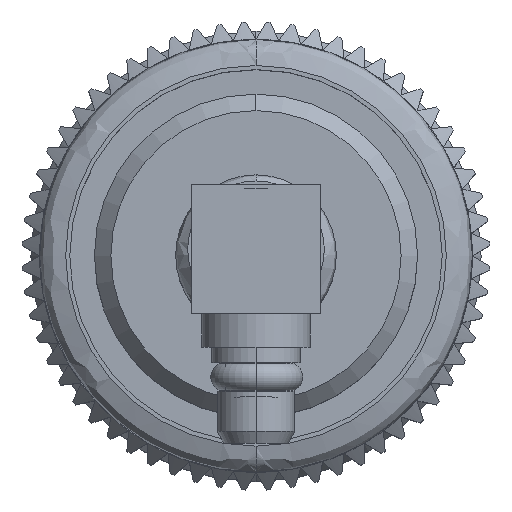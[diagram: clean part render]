
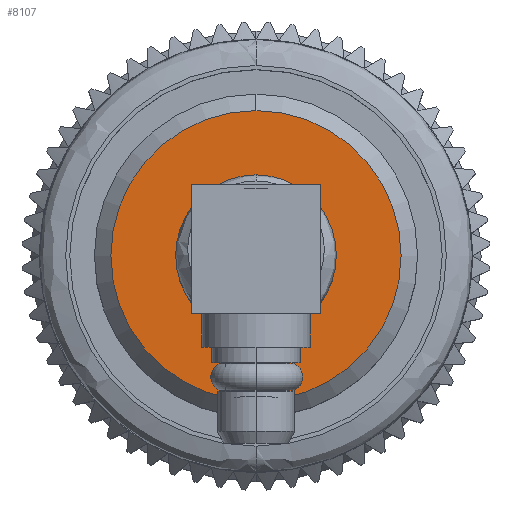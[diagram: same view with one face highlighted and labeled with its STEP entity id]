
A CAD part, top view. The second image highlights one B-rep face of the part: STEP entity #8107.
In plain terms, the highlighted face is planar.
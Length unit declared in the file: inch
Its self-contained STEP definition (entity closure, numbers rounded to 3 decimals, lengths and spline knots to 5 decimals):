
#170 = CARTESIAN_POINT ( 'NONE',  ( 0.95378, 0., 0.053 ) ) ;
#532 = CARTESIAN_POINT ( 'NONE',  ( 0.95378, 0., -0.053 ) ) ;
#1445 = FACE_OUTER_BOUND ( 'NONE', #13044, .T. ) ;
#1573 = CARTESIAN_POINT ( 'NONE',  ( 0.95378, 0., 0. ) ) ;
#1619 = AXIS2_PLACEMENT_3D ( 'NONE', #4881, #7312, #2305 ) ;
#2305 = DIRECTION ( 'NONE',  ( 0., 0., 1. ) ) ;
#2427 = AXIS2_PLACEMENT_3D ( 'NONE', #14864, #12279, #8495 ) ;
#2569 = CARTESIAN_POINT ( 'NONE',  ( 0.95378, -0.28473, -0.30029 ) ) ;
#3629 = ORIENTED_EDGE ( 'NONE', *, *, #12119, .F. ) ;
#3807 = VERTEX_POINT ( 'NONE', #170 ) ;
#3860 = DIRECTION ( 'NONE',  ( 0., 0., 1. ) ) ;
#4511 = DIRECTION ( 'NONE',  ( 0., 0., 1. ) ) ;
#4881 = CARTESIAN_POINT ( 'NONE',  ( 0.95378, 0., 0. ) ) ;
#5150 = ORIENTED_EDGE ( 'NONE', *, *, #14999, .T. ) ;
#5962 = EDGE_LOOP ( 'NONE', ( #3629, #13994 ) ) ;
#6206 = ORIENTED_EDGE ( 'NONE', *, *, #11426, .T. ) ;
#6657 = DIRECTION ( 'NONE',  ( 0., 0., 1. ) ) ;
#6871 = AXIS2_PLACEMENT_3D ( 'NONE', #1573, #12870, #6657 ) ;
#6946 = DIRECTION ( 'NONE',  ( 1., 0., 0. ) ) ;
#7312 = DIRECTION ( 'NONE',  ( 1., 0., 0. ) ) ;
#7458 = CARTESIAN_POINT ( 'NONE',  ( 0.95378, 0., 0.17667 ) ) ;
#8107 = ADVANCED_FACE ( 'NONE', ( #1445, #12408 ), #8624, .F. ) ;
#8212 = AXIS2_PLACEMENT_3D ( 'NONE', #2569, #13626, #3860 ) ;
#8495 = DIRECTION ( 'NONE',  ( 0., 0., 1. ) ) ;
#8624 = PLANE ( 'NONE',  #8212 ) ;
#9374 = VERTEX_POINT ( 'NONE', #15426 ) ;
#9697 = CIRCLE ( 'NONE', #6871, 0.17667 ) ;
#10421 = EDGE_CURVE ( 'NONE', #14989, #3807, #13760, .T. ) ;
#11426 = EDGE_CURVE ( 'NONE', #13972, #9374, #11926, .T. ) ;
#11926 = CIRCLE ( 'NONE', #1619, 0.17667 ) ;
#12119 = EDGE_CURVE ( 'NONE', #3807, #14989, #15562, .T. ) ;
#12279 = DIRECTION ( 'NONE',  ( 1., 0., 0. ) ) ;
#12408 = FACE_BOUND ( 'NONE', #5962, .T. ) ;
#12870 = DIRECTION ( 'NONE',  ( 1., 0., 0. ) ) ;
#13044 = EDGE_LOOP ( 'NONE', ( #6206, #5150 ) ) ;
#13626 = DIRECTION ( 'NONE',  ( -1., 0., 0. ) ) ;
#13760 = CIRCLE ( 'NONE', #2427, 0.053 ) ;
#13972 = VERTEX_POINT ( 'NONE', #7458 ) ;
#13994 = ORIENTED_EDGE ( 'NONE', *, *, #10421, .F. ) ;
#14276 = CARTESIAN_POINT ( 'NONE',  ( 0.95378, 0., 0. ) ) ;
#14864 = CARTESIAN_POINT ( 'NONE',  ( 0.95378, 0., 0. ) ) ;
#14989 = VERTEX_POINT ( 'NONE', #532 ) ;
#14999 = EDGE_CURVE ( 'NONE', #9374, #13972, #9697, .T. ) ;
#15426 = CARTESIAN_POINT ( 'NONE',  ( 0.95378, 0., -0.17667 ) ) ;
#15562 = CIRCLE ( 'NONE', #15822, 0.053 ) ;
#15822 = AXIS2_PLACEMENT_3D ( 'NONE', #14276, #6946, #4511 ) ;
